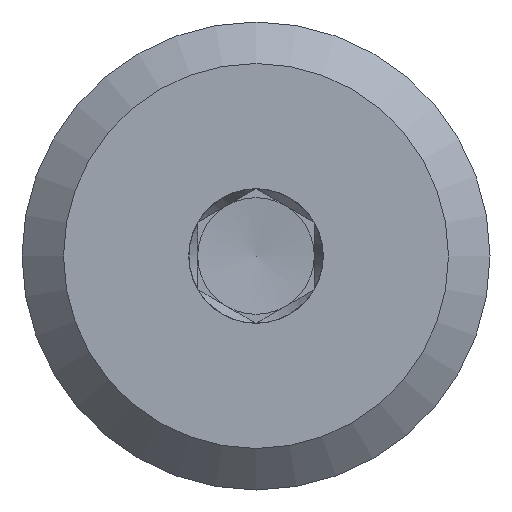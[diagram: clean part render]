
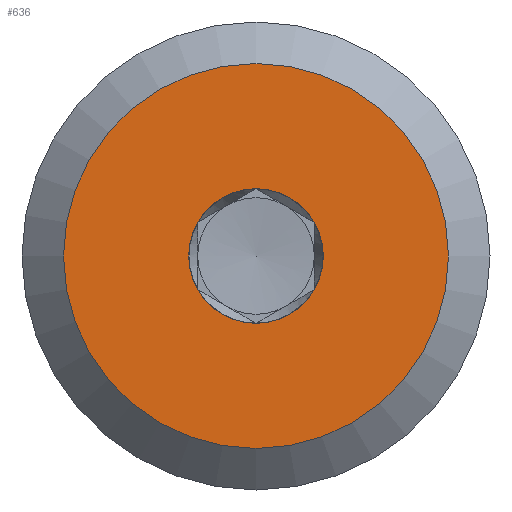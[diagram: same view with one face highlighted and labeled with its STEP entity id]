
A CAD part, left-side view. The second image highlights one B-rep face of the part: STEP entity #636.
In plain terms, the highlighted planar face has unit normal (-1, 0, 0).
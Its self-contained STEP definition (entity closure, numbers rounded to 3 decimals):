
#31=FACE_BOUND('',#237,.T.);
#64=CIRCLE('',#721,5.774);
#65=CIRCLE('',#723,5.774);
#66=CIRCLE('',#725,5.774);
#67=CIRCLE('',#727,5.774);
#68=CIRCLE('',#729,5.774);
#69=CIRCLE('',#731,5.774);
#77=CIRCLE('',#747,16.5);
#145=PLANE('',#746);
#187=FACE_OUTER_BOUND('',#236,.T.);
#236=EDGE_LOOP('',(#576));
#237=EDGE_LOOP('',(#577,#578,#579,#580,#581,#582));
#323=VERTEX_POINT('',#2515);
#325=VERTEX_POINT('',#2521);
#328=VERTEX_POINT('',#2535);
#331=VERTEX_POINT('',#2549);
#335=VERTEX_POINT('',#2567);
#338=VERTEX_POINT('',#2581);
#348=VERTEX_POINT('',#2644);
#414=EDGE_CURVE('',#331,#338,#64,.T.);
#415=EDGE_CURVE('',#328,#331,#65,.T.);
#416=EDGE_CURVE('',#338,#335,#66,.T.);
#417=EDGE_CURVE('',#325,#328,#67,.T.);
#418=EDGE_CURVE('',#323,#325,#68,.T.);
#419=EDGE_CURVE('',#335,#323,#69,.T.);
#427=EDGE_CURVE('',#348,#348,#77,.T.);
#576=ORIENTED_EDGE('',*,*,#427,.F.);
#577=ORIENTED_EDGE('',*,*,#415,.T.);
#578=ORIENTED_EDGE('',*,*,#414,.T.);
#579=ORIENTED_EDGE('',*,*,#416,.T.);
#580=ORIENTED_EDGE('',*,*,#419,.T.);
#581=ORIENTED_EDGE('',*,*,#418,.T.);
#582=ORIENTED_EDGE('',*,*,#417,.T.);
#636=ADVANCED_FACE('',(#187,#31),#145,.T.);
#721=AXIS2_PLACEMENT_3D('',#2611,#860,#861);
#723=AXIS2_PLACEMENT_3D('',#2613,#864,#865);
#725=AXIS2_PLACEMENT_3D('',#2615,#868,#869);
#727=AXIS2_PLACEMENT_3D('',#2617,#872,#873);
#729=AXIS2_PLACEMENT_3D('',#2619,#876,#877);
#731=AXIS2_PLACEMENT_3D('',#2621,#880,#881);
#746=AXIS2_PLACEMENT_3D('',#2643,#910,#911);
#747=AXIS2_PLACEMENT_3D('',#2645,#912,#913);
#860=DIRECTION('center_axis',(1.,0.,0.));
#861=DIRECTION('ref_axis',(0.,0.,-1.));
#864=DIRECTION('center_axis',(1.,0.,0.));
#865=DIRECTION('ref_axis',(0.,0.,-1.));
#868=DIRECTION('center_axis',(1.,0.,0.));
#869=DIRECTION('ref_axis',(0.,0.,-1.));
#872=DIRECTION('center_axis',(1.,0.,0.));
#873=DIRECTION('ref_axis',(0.,0.,-1.));
#876=DIRECTION('center_axis',(1.,0.,0.));
#877=DIRECTION('ref_axis',(0.,0.,-1.));
#880=DIRECTION('center_axis',(1.,0.,0.));
#881=DIRECTION('ref_axis',(0.,0.,-1.));
#910=DIRECTION('center_axis',(-1.,0.,0.));
#911=DIRECTION('ref_axis',(0.,0.,1.));
#912=DIRECTION('center_axis',(1.,0.,0.));
#913=DIRECTION('ref_axis',(0.,0.,-1.));
#2515=CARTESIAN_POINT('',(-20.4,5.,-2.887));
#2521=CARTESIAN_POINT('',(-20.4,5.,2.887));
#2535=CARTESIAN_POINT('',(-20.4,0.,5.774));
#2549=CARTESIAN_POINT('',(-20.4,-5.,2.887));
#2567=CARTESIAN_POINT('',(-20.4,0.,-5.774));
#2581=CARTESIAN_POINT('',(-20.4,-5.,-2.887));
#2611=CARTESIAN_POINT('Origin',(-20.4,0.,0.));
#2613=CARTESIAN_POINT('Origin',(-20.4,0.,0.));
#2615=CARTESIAN_POINT('Origin',(-20.4,0.,0.));
#2617=CARTESIAN_POINT('Origin',(-20.4,0.,0.));
#2619=CARTESIAN_POINT('Origin',(-20.4,0.,0.));
#2621=CARTESIAN_POINT('Origin',(-20.4,0.,0.));
#2643=CARTESIAN_POINT('Origin',(-20.4,16.5,0.));
#2644=CARTESIAN_POINT('',(-20.4,16.5,0.));
#2645=CARTESIAN_POINT('Origin',(-20.4,0.,0.));
